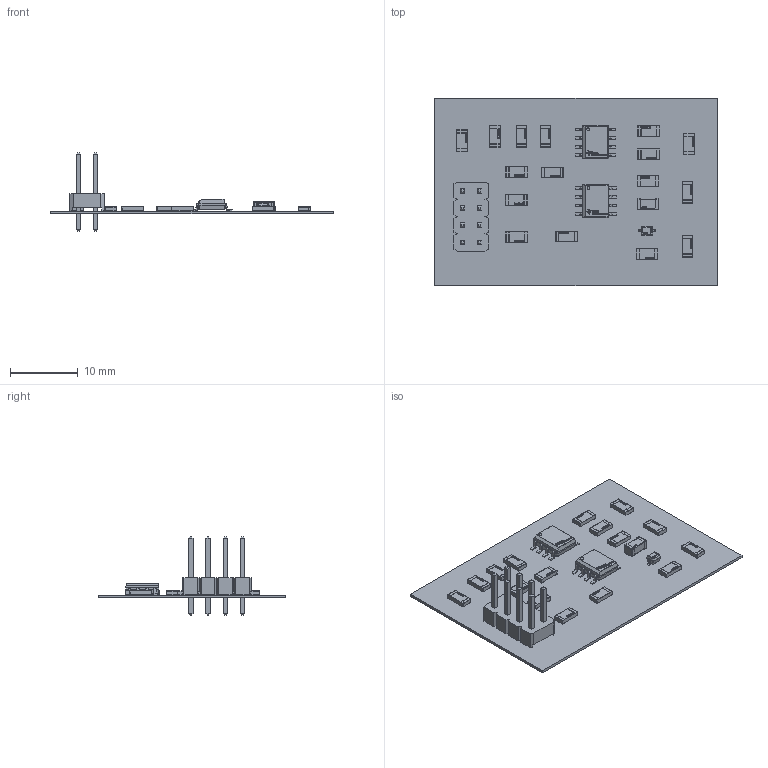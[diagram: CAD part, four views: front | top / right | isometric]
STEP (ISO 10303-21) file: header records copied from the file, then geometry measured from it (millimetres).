
FILE_DESCRIPTION(('Open CASCADE Model'),'2;1');
FILE_NAME('Open CASCADE Shape Model','2021-07-19T16:30:02',('Author'),( 'Open CASCADE'),'Open CASCADE STEP processor 6.8','Open CASCADE 6.8' ,'Unknown');
FILE_SCHEMA(('AUTOMOTIVE_DESIGN { 1 0 10303 214 1 1 1 1 }'));
Length unit declared in the file: millimetre
Products named in the file (47): PCB; Board; Open CASCADE STEP translator 6.8 1.1.1; U2; IC_Texas_Instruments_ISO7220ADR_eec; IC_BODY; circle; IC_LEG; Texas_Instruments; IC_LEG_MIR8; U1; R16; Res_Samsung_RC3216F111CS_eec; Sides; Core; Top; Text_Logo; R15; R14; R13; R12; R11; R10; R9; R8; R7; R6; R5; R4; R3; R2; R1; P1; 61300821121; 6130xx21121_PIN; D1; Diode_Diodes_Inc_BAV19WS-7-F_eec; 1; 2; Name ...
Assembly tree (75 placements, depth 4):
  PCB
    Board
      Open CASCADE STEP translator 6.8 1.1.1
    U2
      IC_Texas_Instruments_ISO7220ADR_eec
        IC_BODY
        circle
        IC_LEG  x4
        Texas_Instruments
        IC_LEG_MIR8  x4
    U1
      IC_Texas_Instruments_ISO7220ADR_eec
        IC_BODY
        circle
        IC_LEG  x4
        Texas_Instruments
        IC_LEG_MIR8  x4
    R16
      Res_Samsung_RC3216F111CS_eec
        Sides
        Core
        Top
        Text_Logo
    R15
      Res_Samsung_RC3216F111CS_eec
        Sides
        Core
        Top
        Text_Logo
    R14
      Res_Samsung_RC3216F111CS_eec
        Sides
        Core
        Top
        Text_Logo
    R13
      Res_Samsung_RC3216F111CS_eec
        Sides
        Core
        Top
        Text_Logo
    R12
      Res_Samsung_RC3216F111CS_eec
        Sides
        Core
        Top
        Text_Logo
    R11
      Res_Samsung_RC3216F111CS_eec
        Sides
        Core
        Top
        Text_Logo
    R10
      Res_Samsung_RC3216F111CS_eec
        Sides
        Core
        Top
        Text_Logo
    R9
Bounding box: 41.66 x 27.69 x 11.54 mm (x, y, z)
Volume: 729.3 mm3; surface area: 3555.1 mm2
Topology: 266 solids, 266 shells, 4682 faces, 12280 edges, 8110 vertices
Faces by surface type: plane 2969, bspline 1319, cylinder 352, sphere 42
Full cylindrical faces by diameter (mm): 0.4 x2, 1.1 x8
Entity records: 47469 total; most frequent: CARTESIAN_POINT 12776, ORIENTED_EDGE 7280, DIRECTION 5086, EDGE_CURVE 3640, LINE 2508, VECTOR 2508, VERTEX_POINT 2391, FACE_BOUND 1433
